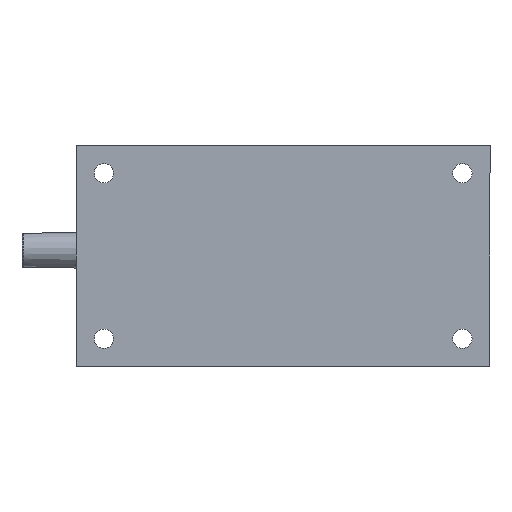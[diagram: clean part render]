
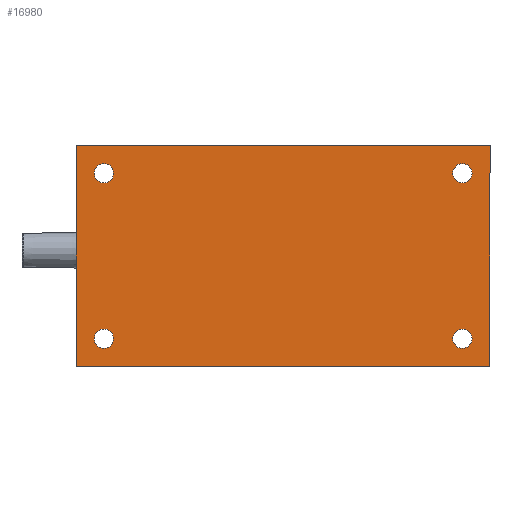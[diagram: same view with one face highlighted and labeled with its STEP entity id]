
A CAD part, front view. The second image highlights one B-rep face of the part: STEP entity #16980.
In plain terms, the highlighted planar face has unit normal (0, -1, 0).
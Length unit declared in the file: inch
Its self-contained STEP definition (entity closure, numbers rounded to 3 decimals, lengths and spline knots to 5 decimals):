
#82 = CARTESIAN_POINT ( 'NONE',  ( 1.42278, -0.84442, -0.17709 ) ) ;
#190 = AXIS2_PLACEMENT_3D ( 'NONE', #10523, #2518, #7820 ) ;
#669 = CARTESIAN_POINT ( 'NONE',  ( -0.37323, -0.84442, 3.44818 ) ) ;
#695 = CARTESIAN_POINT ( 'NONE',  ( -0.37323, -0.84442, -1.00064 ) ) ;
#1057 = ORIENTED_EDGE ( 'NONE', *, *, #1137, .F. ) ;
#1137 = EDGE_CURVE ( 'NONE', #11110, #10410, #9413, .T. ) ;
#1297 = FACE_BOUND ( 'NONE', #15316, .T. ) ;
#1547 = LINE ( 'NONE', #6769, #9645 ) ;
#1776 = VERTEX_POINT ( 'NONE', #2834 ) ;
#1903 = EDGE_LOOP ( 'NONE', ( #14868, #1057, #10360, #5572 ) ) ;
#1906 = EDGE_LOOP ( 'NONE', ( #12737, #6243 ) ) ;
#2478 = DIRECTION ( 'NONE',  ( 0., 0., 1. ) ) ;
#2518 = DIRECTION ( 'NONE',  ( 0., 1., 0. ) ) ;
#2819 = CARTESIAN_POINT ( 'NONE',  ( 10.65039, -0.84442, 4.51117 ) ) ;
#2834 = CARTESIAN_POINT ( 'NONE',  ( -0.37323, -0.84442, -1.27623 ) ) ;
#2907 = CARTESIAN_POINT ( 'NONE',  ( 9.86299, -0.84442, 3.72377 ) ) ;
#2949 = VECTOR ( 'NONE', #14702, 39.37008 ) ;
#3049 = VERTEX_POINT ( 'NONE', #8226 ) ;
#3063 = DIRECTION ( 'NONE',  ( 0., 0., 1. ) ) ;
#3165 = ORIENTED_EDGE ( 'NONE', *, *, #13225, .T. ) ;
#3202 = VERTEX_POINT ( 'NONE', #669 ) ;
#3236 = CARTESIAN_POINT ( 'NONE',  ( 9.86299, -0.84442, -1.00064 ) ) ;
#3253 = AXIS2_PLACEMENT_3D ( 'NONE', #12698, #11389, #16697 ) ;
#3473 = DIRECTION ( 'NONE',  ( 0., 0., 1. ) ) ;
#3556 = VECTOR ( 'NONE', #9296, 39.37008 ) ;
#3911 = FACE_OUTER_BOUND ( 'NONE', #1903, .T. ) ;
#3924 = CARTESIAN_POINT ( 'NONE',  ( -1.16063, -0.84442, -1.78804 ) ) ;
#3962 = VERTEX_POINT ( 'NONE', #8535 ) ;
#3999 = CARTESIAN_POINT ( 'NONE',  ( 9.86299, -0.84442, -0.72505 ) ) ;
#4082 = DIRECTION ( 'NONE',  ( 0., 0., -1. ) ) ;
#4146 = CIRCLE ( 'NONE', #13008, 0.27559 ) ;
#4172 = CARTESIAN_POINT ( 'NONE',  ( 9.86299, -0.84442, 3.99936 ) ) ;
#4175 = FACE_BOUND ( 'NONE', #13601, .T. ) ;
#4381 = CARTESIAN_POINT ( 'NONE',  ( -0.37323, -0.84442, -0.72505 ) ) ;
#4439 = ORIENTED_EDGE ( 'NONE', *, *, #5644, .T. ) ;
#4695 = DIRECTION ( 'NONE',  ( 0., 1., 0. ) ) ;
#4967 = LINE ( 'NONE', #7398, #13867 ) ;
#5038 = EDGE_LOOP ( 'NONE', ( #13220, #11420 ) ) ;
#5572 = ORIENTED_EDGE ( 'NONE', *, *, #14837, .F. ) ;
#5644 = EDGE_CURVE ( 'NONE', #3202, #15337, #9546, .T. ) ;
#5830 = DIRECTION ( 'NONE',  ( 0., 0., -1. ) ) ;
#6035 = CIRCLE ( 'NONE', #9372, 0.27559 ) ;
#6052 = CARTESIAN_POINT ( 'NONE',  ( -0.37323, -0.84442, 3.99936 ) ) ;
#6243 = ORIENTED_EDGE ( 'NONE', *, *, #9085, .T. ) ;
#6516 = PLANE ( 'NONE',  #10080 ) ;
#6769 = CARTESIAN_POINT ( 'NONE',  ( 10.65039, -0.84442, -1.78804 ) ) ;
#6887 = CARTESIAN_POINT ( 'NONE',  ( -1.16063, -0.84442, -1.78804 ) ) ;
#7398 = CARTESIAN_POINT ( 'NONE',  ( -1.16063, -0.84442, -1.78804 ) ) ;
#7399 = EDGE_CURVE ( 'NONE', #10410, #3962, #4967, .T. ) ;
#7716 = DIRECTION ( 'NONE',  ( 0., 1., 0. ) ) ;
#7730 = DIRECTION ( 'NONE',  ( 0., 0., 1. ) ) ;
#7820 = DIRECTION ( 'NONE',  ( 0., 0., -1. ) ) ;
#7867 = CARTESIAN_POINT ( 'NONE',  ( -0.37323, -0.84442, 3.72377 ) ) ;
#7968 = VERTEX_POINT ( 'NONE', #3999 ) ;
#8226 = CARTESIAN_POINT ( 'NONE',  ( 9.86299, -0.84442, -1.27623 ) ) ;
#8453 = DIRECTION ( 'NONE',  ( 0., 1., 0. ) ) ;
#8535 = CARTESIAN_POINT ( 'NONE',  ( -1.16063, -0.84442, 4.51117 ) ) ;
#8908 = CIRCLE ( 'NONE', #11121, 0.27559 ) ;
#8919 = EDGE_CURVE ( 'NONE', #3049, #7968, #8908, .T. ) ;
#9032 = CARTESIAN_POINT ( 'NONE',  ( -0.37323, -0.84442, -1.00064 ) ) ;
#9085 = EDGE_CURVE ( 'NONE', #1776, #16365, #11177, .T. ) ;
#9296 = DIRECTION ( 'NONE',  ( 1., 0., 0. ) ) ;
#9372 = AXIS2_PLACEMENT_3D ( 'NONE', #695, #4695, #5830 ) ;
#9413 = LINE ( 'NONE', #6887, #2949 ) ;
#9518 = AXIS2_PLACEMENT_3D ( 'NONE', #9032, #13909, #13190 ) ;
#9546 = CIRCLE ( 'NONE', #13971, 0.27559 ) ;
#9610 = EDGE_CURVE ( 'NONE', #11791, #13899, #17022, .T. ) ;
#9645 = VECTOR ( 'NONE', #4082, 39.37008 ) ;
#9727 = VERTEX_POINT ( 'NONE', #2819 ) ;
#10080 = AXIS2_PLACEMENT_3D ( 'NONE', #82, #13110, #7730 ) ;
#10360 = ORIENTED_EDGE ( 'NONE', *, *, #13671, .F. ) ;
#10410 = VERTEX_POINT ( 'NONE', #3924 ) ;
#10523 = CARTESIAN_POINT ( 'NONE',  ( 9.86299, -0.84442, 3.72377 ) ) ;
#10592 = CARTESIAN_POINT ( 'NONE',  ( -1.16063, -0.84442, 4.51117 ) ) ;
#10655 = DIRECTION ( 'NONE',  ( 0., 0., -1. ) ) ;
#11110 = VERTEX_POINT ( 'NONE', #13239 ) ;
#11121 = AXIS2_PLACEMENT_3D ( 'NONE', #3236, #8453, #3063 ) ;
#11177 = CIRCLE ( 'NONE', #9518, 0.27559 ) ;
#11389 = DIRECTION ( 'NONE',  ( 0., 1., 0. ) ) ;
#11420 = ORIENTED_EDGE ( 'NONE', *, *, #13341, .T. ) ;
#11791 = VERTEX_POINT ( 'NONE', #4172 ) ;
#12114 = DIRECTION ( 'NONE',  ( 0., 1., 0. ) ) ;
#12164 = ORIENTED_EDGE ( 'NONE', *, *, #8919, .T. ) ;
#12554 = EDGE_CURVE ( 'NONE', #15337, #3202, #4146, .T. ) ;
#12698 = CARTESIAN_POINT ( 'NONE',  ( 9.86299, -0.84442, -1.00064 ) ) ;
#12737 = ORIENTED_EDGE ( 'NONE', *, *, #13528, .T. ) ;
#13008 = AXIS2_PLACEMENT_3D ( 'NONE', #16673, #7716, #3473 ) ;
#13110 = DIRECTION ( 'NONE',  ( 0., 1., 0. ) ) ;
#13124 = AXIS2_PLACEMENT_3D ( 'NONE', #2907, #12114, #10655 ) ;
#13190 = DIRECTION ( 'NONE',  ( 0., 0., -1. ) ) ;
#13220 = ORIENTED_EDGE ( 'NONE', *, *, #9610, .T. ) ;
#13225 = EDGE_CURVE ( 'NONE', #7968, #3049, #13495, .T. ) ;
#13239 = CARTESIAN_POINT ( 'NONE',  ( 10.65039, -0.84442, -1.78804 ) ) ;
#13341 = EDGE_CURVE ( 'NONE', #13899, #11791, #15727, .T. ) ;
#13495 = CIRCLE ( 'NONE', #3253, 0.27559 ) ;
#13528 = EDGE_CURVE ( 'NONE', #16365, #1776, #6035, .T. ) ;
#13601 = EDGE_LOOP ( 'NONE', ( #3165, #12164 ) ) ;
#13671 = EDGE_CURVE ( 'NONE', #9727, #11110, #1547, .T. ) ;
#13867 = VECTOR ( 'NONE', #16533, 39.37008 ) ;
#13899 = VERTEX_POINT ( 'NONE', #14213 ) ;
#13909 = DIRECTION ( 'NONE',  ( 0., 1., 0. ) ) ;
#13971 = AXIS2_PLACEMENT_3D ( 'NONE', #7867, #14645, #2478 ) ;
#14213 = CARTESIAN_POINT ( 'NONE',  ( 9.86299, -0.84442, 3.44818 ) ) ;
#14502 = FACE_BOUND ( 'NONE', #5038, .T. ) ;
#14582 = LINE ( 'NONE', #10592, #3556 ) ;
#14645 = DIRECTION ( 'NONE',  ( 0., 1., 0. ) ) ;
#14702 = DIRECTION ( 'NONE',  ( -1., 0., 0. ) ) ;
#14804 = ORIENTED_EDGE ( 'NONE', *, *, #12554, .T. ) ;
#14837 = EDGE_CURVE ( 'NONE', #3962, #9727, #14582, .T. ) ;
#14868 = ORIENTED_EDGE ( 'NONE', *, *, #7399, .F. ) ;
#15316 = EDGE_LOOP ( 'NONE', ( #14804, #4439 ) ) ;
#15337 = VERTEX_POINT ( 'NONE', #6052 ) ;
#15727 = CIRCLE ( 'NONE', #190, 0.27559 ) ;
#15982 = FACE_BOUND ( 'NONE', #1906, .T. ) ;
#16365 = VERTEX_POINT ( 'NONE', #4381 ) ;
#16533 = DIRECTION ( 'NONE',  ( 0., 0., 1. ) ) ;
#16673 = CARTESIAN_POINT ( 'NONE',  ( -0.37323, -0.84442, 3.72377 ) ) ;
#16697 = DIRECTION ( 'NONE',  ( 0., 0., 1. ) ) ;
#16980 = ADVANCED_FACE ( 'NONE', ( #14502, #1297, #15982, #4175, #3911 ), #6516, .F. ) ;
#17022 = CIRCLE ( 'NONE', #13124, 0.27559 ) ;
